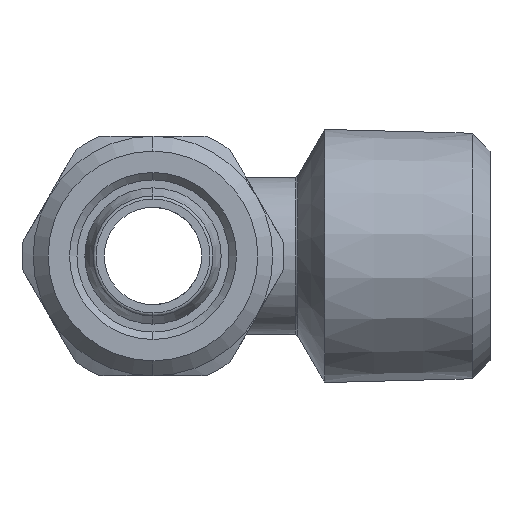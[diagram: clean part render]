
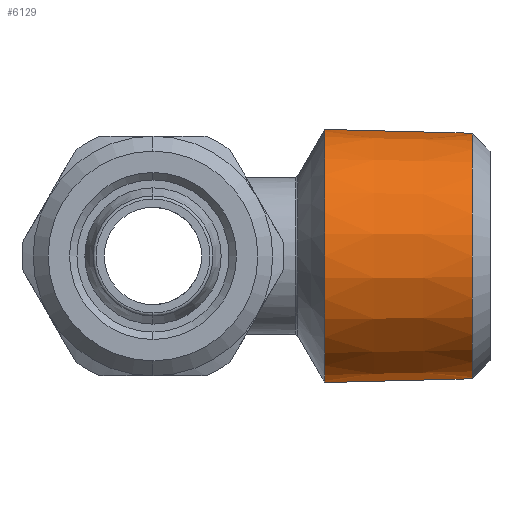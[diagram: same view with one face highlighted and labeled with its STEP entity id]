
A CAD part, left-side view. The second image highlights one B-rep face of the part: STEP entity #6129.
In plain terms, the highlighted conical face has half-angle 1.47 degrees and reference radius 8.462 mm.
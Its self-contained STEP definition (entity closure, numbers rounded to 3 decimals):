
#71 = EDGE_CURVE ( 'NONE', #2703, #4669, #2743, .T. ) ;
#106 = EDGE_CURVE ( 'NONE', #2704, #4668, #2760, .T. ) ;
#265 = AXIS2_PLACEMENT_3D ( 'NONE', #4139, #4140, #4141 ) ;
#281 = CIRCLE ( 'NONE', #265, 8.198 ) ;
#531 = AXIS2_PLACEMENT_3D ( 'NONE', #1300, #1301, #1302 ) ;
#534 = CIRCLE ( 'NONE', #531, 8.45 ) ;
#733 = VECTOR ( 'NONE', #4829, 1000. ) ;
#779 = VECTOR ( 'NONE', #3265, 1000. ) ;
#930 = AXIS2_PLACEMENT_3D ( 'NONE', #5572, #5573, #5574 ) ;
#939 = CONICAL_SURFACE ( 'NONE', #930, 8.462, 0.026 ) ;
#1300 = CARTESIAN_POINT ( 'NONE',  ( 0., -11.471, 0. ) ) ;
#1301 = DIRECTION ( 'NONE',  ( 0., -1., 0. ) ) ;
#1302 = DIRECTION ( 'NONE',  ( 0., 0., 1. ) ) ;
#2042 = CARTESIAN_POINT ( 'NONE',  ( 0., -11.471, 8.45 ) ) ;
#2043 = CARTESIAN_POINT ( 'NONE',  ( 0., -11.471, -8.45 ) ) ;
#2703 = VERTEX_POINT ( 'NONE', #3041 ) ;
#2704 = VERTEX_POINT ( 'NONE', #3042 ) ;
#2743 = LINE ( 'NONE', #4828, #733 ) ;
#2760 = LINE ( 'NONE', #3264, #779 ) ;
#3041 = CARTESIAN_POINT ( 'NONE',  ( 0., -21.3, -8.198 ) ) ;
#3042 = CARTESIAN_POINT ( 'NONE',  ( 0., -21.3, 8.198 ) ) ;
#3264 = CARTESIAN_POINT ( 'NONE',  ( 0., -11., 8.462 ) ) ;
#3265 = DIRECTION ( 'NONE',  ( 0., 1., 0.026 ) ) ;
#3481 = ORIENTED_EDGE ( 'NONE', *, *, #5791, .T. ) ;
#3482 = ORIENTED_EDGE ( 'NONE', *, *, #71, .F. ) ;
#3483 = ORIENTED_EDGE ( 'NONE', *, *, #5977, .F. ) ;
#3484 = ORIENTED_EDGE ( 'NONE', *, *, #106, .T. ) ;
#3877 = EDGE_LOOP ( 'NONE', ( #3482, #3483, #3484, #3481 ) ) ;
#4139 = CARTESIAN_POINT ( 'NONE',  ( 0., -21.3, 0. ) ) ;
#4140 = DIRECTION ( 'NONE',  ( 0., -1., 0. ) ) ;
#4141 = DIRECTION ( 'NONE',  ( 0., 0., -1. ) ) ;
#4290 = FACE_OUTER_BOUND ( 'NONE', #3877, .T. ) ;
#4668 = VERTEX_POINT ( 'NONE', #2042 ) ;
#4669 = VERTEX_POINT ( 'NONE', #2043 ) ;
#4828 = CARTESIAN_POINT ( 'NONE',  ( 0., -11., -8.462 ) ) ;
#4829 = DIRECTION ( 'NONE',  ( 0., 1., -0.026 ) ) ;
#5572 = CARTESIAN_POINT ( 'NONE',  ( 0., -11., 0. ) ) ;
#5573 = DIRECTION ( 'NONE',  ( 0., 1., 0. ) ) ;
#5574 = DIRECTION ( 'NONE',  ( 0., 0., 1. ) ) ;
#5791 = EDGE_CURVE ( 'NONE', #4668, #4669, #534, .T. ) ;
#5977 = EDGE_CURVE ( 'NONE', #2704, #2703, #281, .T. ) ;
#6129 = ADVANCED_FACE ( 'NONE', ( #4290 ), #939, .T. ) ;
